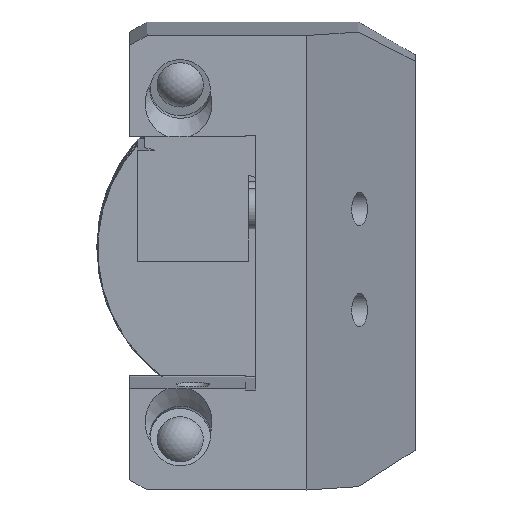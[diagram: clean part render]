
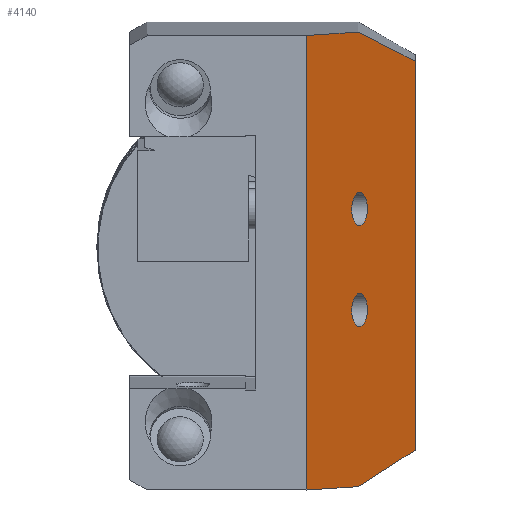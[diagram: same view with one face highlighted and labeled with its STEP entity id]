
A CAD part, left-side view. The second image highlights one B-rep face of the part: STEP entity #4140.
In plain terms, the highlighted planar face has unit normal (-0.422, -0.906, -0.013).
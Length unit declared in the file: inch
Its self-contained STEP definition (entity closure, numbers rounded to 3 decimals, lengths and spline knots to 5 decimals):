
#34=ELLIPSE('',#4463,0.63713,0.36416);
#35=ELLIPSE('',#4473,0.63713,0.36416);
#36=ELLIPSE('',#4489,0.14437,0.13085);
#37=ELLIPSE('',#4491,0.14437,0.13085);
#228=FACE_BOUND('',#727,.T.);
#229=FACE_BOUND('',#728,.T.);
#471=FACE_OUTER_BOUND('',#726,.T.);
#726=EDGE_LOOP('',(#3458,#3459,#3460,#3461,#3462,#3463));
#727=EDGE_LOOP('',(#3464,#3465));
#728=EDGE_LOOP('',(#3466,#3467));
#1168=LINE('',#7992,#1441);
#1179=LINE('',#8014,#1452);
#1183=LINE('',#8022,#1456);
#1184=LINE('',#8024,#1457);
#1185=LINE('',#8026,#1458);
#1186=LINE('',#8027,#1459);
#1441=VECTOR('',#5552,0.3937);
#1452=VECTOR('',#5569,0.3937);
#1456=VECTOR('',#5577,0.3937);
#1457=VECTOR('',#5578,0.3937);
#1458=VECTOR('',#5579,0.3937);
#1459=VECTOR('',#5580,0.3937);
#1766=VERTEX_POINT('',#7682);
#1767=VERTEX_POINT('',#7683);
#1774=VERTEX_POINT('',#7702);
#1775=VERTEX_POINT('',#7703);
#1835=VERTEX_POINT('',#7985);
#1838=VERTEX_POINT('',#7990);
#1846=VERTEX_POINT('',#8013);
#1848=VERTEX_POINT('',#8021);
#1849=VERTEX_POINT('',#8023);
#1850=VERTEX_POINT('',#8025);
#2286=EDGE_CURVE('',#1766,#1767,#34,.T.);
#2295=EDGE_CURVE('',#1774,#1775,#35,.T.);
#2309=EDGE_CURVE('',#1767,#1766,#36,.T.);
#2311=EDGE_CURVE('',#1775,#1774,#37,.T.);
#2393=EDGE_CURVE('',#1838,#1835,#1168,.T.);
#2404=EDGE_CURVE('',#1838,#1846,#1179,.T.);
#2408=EDGE_CURVE('',#1848,#1835,#1183,.T.);
#2409=EDGE_CURVE('',#1849,#1846,#1184,.T.);
#2410=EDGE_CURVE('',#1850,#1849,#1185,.T.);
#2411=EDGE_CURVE('',#1848,#1850,#1186,.T.);
#3458=ORIENTED_EDGE('',*,*,#2408,.T.);
#3459=ORIENTED_EDGE('',*,*,#2393,.F.);
#3460=ORIENTED_EDGE('',*,*,#2404,.T.);
#3461=ORIENTED_EDGE('',*,*,#2409,.F.);
#3462=ORIENTED_EDGE('',*,*,#2410,.F.);
#3463=ORIENTED_EDGE('',*,*,#2411,.F.);
#3464=ORIENTED_EDGE('',*,*,#2286,.F.);
#3465=ORIENTED_EDGE('',*,*,#2309,.F.);
#3466=ORIENTED_EDGE('',*,*,#2295,.F.);
#3467=ORIENTED_EDGE('',*,*,#2311,.F.);
#3714=PLANE('',#4554);
#4140=ADVANCED_FACE('',(#471,#228,#229),#3714,.F.);
#4463=AXIS2_PLACEMENT_3D('',#7684,#5321,#5322);
#4473=AXIS2_PLACEMENT_3D('',#7704,#5343,#5344);
#4489=AXIS2_PLACEMENT_3D('',#7732,#5379,#5380);
#4491=AXIS2_PLACEMENT_3D('',#7735,#5384,#5385);
#4554=AXIS2_PLACEMENT_3D('',#8020,#5575,#5576);
#5321=DIRECTION('center_axis',(-0.422,-0.906,-0.013));
#5322=DIRECTION('ref_axis',(0.906,-0.423,0.027));
#5343=DIRECTION('center_axis',(-0.422,-0.906,-0.013));
#5344=DIRECTION('ref_axis',(0.906,-0.423,0.027));
#5379=DIRECTION('center_axis',(-0.422,-0.906,-0.013));
#5380=DIRECTION('ref_axis',(-0.906,0.423,-0.027));
#5384=DIRECTION('center_axis',(-0.422,-0.906,-0.013));
#5385=DIRECTION('ref_axis',(-0.906,0.423,-0.027));
#5552=DIRECTION('',(0.03,0.,-1.));
#5569=DIRECTION('',(-0.887,0.411,0.21));
#5575=DIRECTION('center_axis',(0.422,0.906,0.013));
#5576=DIRECTION('ref_axis',(-0.03,0.,1.));
#5577=DIRECTION('',(0.873,-0.411,0.264));
#5578=DIRECTION('',(0.906,-0.423,0.027));
#5579=DIRECTION('',(-0.03,0.,1.));
#5580=DIRECTION('',(-0.906,0.423,-0.027));
#7682=CARTESIAN_POINT('',(-4.43769,-1.44605,0.11917));
#7683=CARTESIAN_POINT('',(-4.43952,-1.44605,0.17944));
#7684=CARTESIAN_POINT('Origin',(-5.0138,-1.17771,0.13188));
#7702=CARTESIAN_POINT('',(-4.41385,-1.44605,-0.66787));
#7703=CARTESIAN_POINT('',(-4.41568,-1.44605,-0.6076));
#7704=CARTESIAN_POINT('Origin',(-4.98996,-1.17771,-0.65516));
#7732=CARTESIAN_POINT('Origin',(-4.56588,-1.38668,0.14545));
#7735=CARTESIAN_POINT('Origin',(-4.54203,-1.38668,-0.64159));
#7985=CARTESIAN_POINT('',(-3.57908,-1.82007,-1.73498));
#7990=CARTESIAN_POINT('',(-3.67087,-1.82007,1.29513));
#7992=CARTESIAN_POINT('',(-3.64812,-1.82007,0.54409));
#8013=CARTESIAN_POINT('',(-4.62872,-1.37683,1.52213));
#8014=CARTESIAN_POINT('',(-1.70592,-2.72935,0.82944));
#8020=CARTESIAN_POINT('Origin',(-0.95769,-3.06441,-0.13913));
#8021=CARTESIAN_POINT('',(-4.52143,-1.37683,-2.01955));
#8022=CARTESIAN_POINT('',(-1.64592,-2.72935,-1.15121));
#8023=CARTESIAN_POINT('',(-5.49302,-0.97361,1.49595));
#8024=CARTESIAN_POINT('',(-3.49179,-1.90723,1.55657));
#8025=CARTESIAN_POINT('',(-5.38573,-0.97361,-2.04573));
#8026=CARTESIAN_POINT('',(-5.43938,-0.97361,-0.27489));
#8027=CARTESIAN_POINT('',(-3.056,-2.06048,-1.97516));
